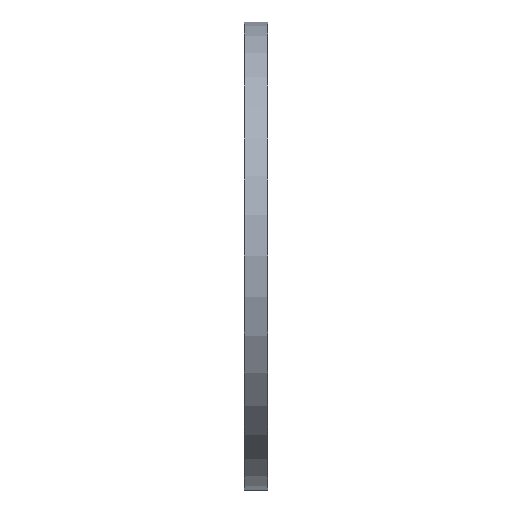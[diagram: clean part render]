
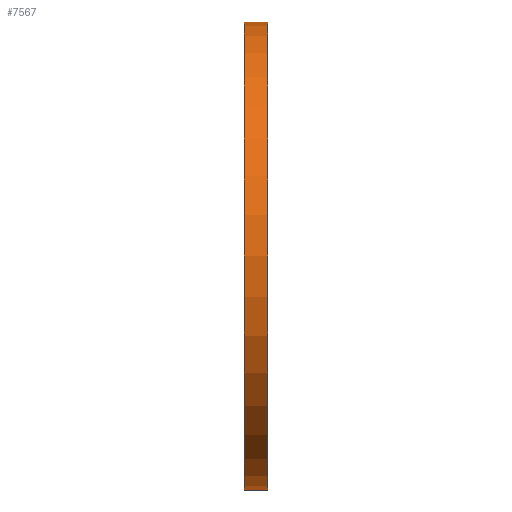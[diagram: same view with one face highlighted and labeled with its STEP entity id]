
A CAD part, left-side view. The second image highlights one B-rep face of the part: STEP entity #7567.
In plain terms, the highlighted cylindrical face has radius 100 mm (diameter 200 mm), a partial arc.
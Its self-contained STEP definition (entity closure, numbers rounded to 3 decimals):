
#587 = DIRECTION ( 'NONE',  ( 0., 0., 1. ) ) ;
#699 = EDGE_CURVE ( 'NONE', #8849, #3615, #4402, .T. ) ;
#1081 = DIRECTION ( 'NONE',  ( 0., -1., 0. ) ) ;
#1644 = CYLINDRICAL_SURFACE ( 'NONE', #4107, 100. ) ;
#2036 = FACE_OUTER_BOUND ( 'NONE', #12922, .T. ) ;
#2999 = LINE ( 'NONE', #9478, #6817 ) ;
#3085 = CARTESIAN_POINT ( 'NONE',  ( 0., 5., 0. ) ) ;
#3325 = CARTESIAN_POINT ( 'NONE',  ( 0., -5., -100. ) ) ;
#3615 = VERTEX_POINT ( 'NONE', #4281 ) ;
#4107 = AXIS2_PLACEMENT_3D ( 'NONE', #7229, #1081, #7072 ) ;
#4281 = CARTESIAN_POINT ( 'NONE',  ( 0., 5., 100. ) ) ;
#4402 = CIRCLE ( 'NONE', #11895, 100. ) ;
#4624 = EDGE_CURVE ( 'NONE', #10568, #7470, #13588, .T. ) ;
#4746 = VECTOR ( 'NONE', #15225, 1000. ) ;
#5284 = DIRECTION ( 'NONE',  ( 0., 1., 0. ) ) ;
#5862 = EDGE_CURVE ( 'NONE', #8849, #10568, #11855, .T. ) ;
#6817 = VECTOR ( 'NONE', #14454, 1000. ) ;
#7072 = DIRECTION ( 'NONE',  ( 0., 0., -1. ) ) ;
#7229 = CARTESIAN_POINT ( 'NONE',  ( 0., 5., 0. ) ) ;
#7470 = VERTEX_POINT ( 'NONE', #11760 ) ;
#7567 = ADVANCED_FACE ( 'NONE', ( #2036 ), #1644, .T. ) ;
#7810 = CARTESIAN_POINT ( 'NONE',  ( 0., -5., 0. ) ) ;
#8849 = VERTEX_POINT ( 'NONE', #11325 ) ;
#9101 = DIRECTION ( 'NONE',  ( 0., 1., 0. ) ) ;
#9464 = ORIENTED_EDGE ( 'NONE', *, *, #4624, .T. ) ;
#9478 = CARTESIAN_POINT ( 'NONE',  ( 0., 5., 100. ) ) ;
#10568 = VERTEX_POINT ( 'NONE', #3325 ) ;
#10692 = ORIENTED_EDGE ( 'NONE', *, *, #13779, .F. ) ;
#11325 = CARTESIAN_POINT ( 'NONE',  ( 0., 5., -100. ) ) ;
#11760 = CARTESIAN_POINT ( 'NONE',  ( 0., -5., 100. ) ) ;
#11855 = LINE ( 'NONE', #15025, #4746 ) ;
#11895 = AXIS2_PLACEMENT_3D ( 'NONE', #3085, #5284, #14117 ) ;
#12922 = EDGE_LOOP ( 'NONE', ( #10692, #13035, #14963, #9464 ) ) ;
#13035 = ORIENTED_EDGE ( 'NONE', *, *, #699, .F. ) ;
#13588 = CIRCLE ( 'NONE', #15341, 100. ) ;
#13779 = EDGE_CURVE ( 'NONE', #3615, #7470, #2999, .T. ) ;
#14117 = DIRECTION ( 'NONE',  ( 0., 0., 1. ) ) ;
#14454 = DIRECTION ( 'NONE',  ( 0., -1., 0. ) ) ;
#14963 = ORIENTED_EDGE ( 'NONE', *, *, #5862, .T. ) ;
#15025 = CARTESIAN_POINT ( 'NONE',  ( 0., 5., -100. ) ) ;
#15225 = DIRECTION ( 'NONE',  ( 0., -1., 0. ) ) ;
#15341 = AXIS2_PLACEMENT_3D ( 'NONE', #7810, #9101, #587 ) ;
